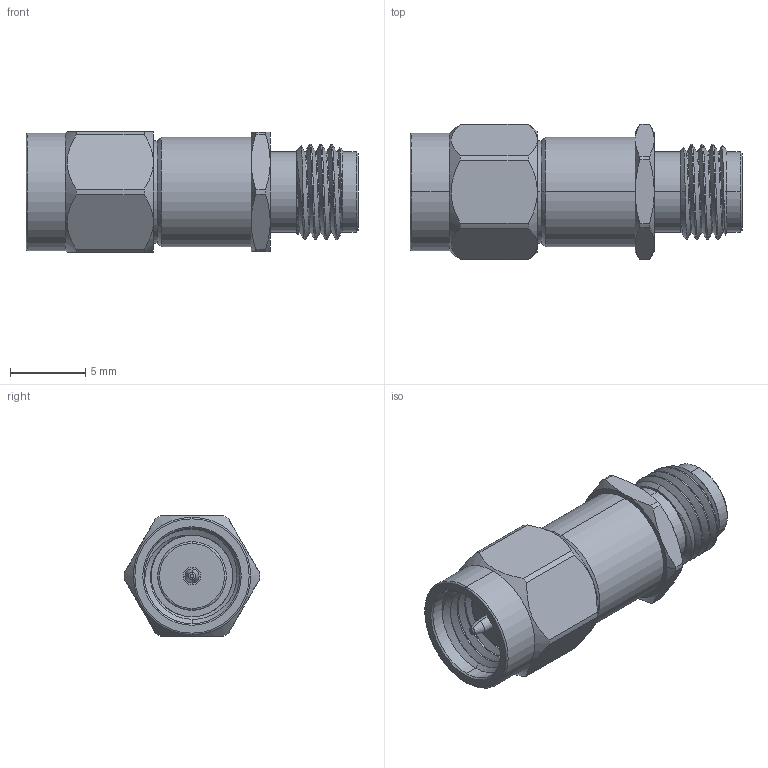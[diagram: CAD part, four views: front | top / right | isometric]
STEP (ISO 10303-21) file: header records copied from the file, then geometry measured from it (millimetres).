
FILE_DESCRIPTION (( 'STEP AP214' ), '1' );
FILE_NAME ('SA6H-02_3D.step', '2025-03-05T15:47:06', ( '' ), ( '' ), 'SwSTEP 2.0', 'SolidWorks 2022', '' );
FILE_SCHEMA (( 'AUTOMOTIVE_DESIGN' ));
Length unit declared in the file: inch
Products named in the file (1): SA6H-02_3D
Bounding box: 22.1 x 9.02 x 8 mm (x, y, z)
Volume: 794.5 mm3; surface area: 877.5 mm2
Topology: 1 solids, 1 shells, 140 faces, 328 edges, 202 vertices
Faces by surface type: cylinder 55, cone 47, plane 26, torus 6, bspline 6
Entity records: 6907 total; most frequent: CARTESIAN_POINT 3814, ORIENTED_EDGE 656, DIRECTION 631, EDGE_CURVE 328, AXIS2_PLACEMENT_3D 270, VERTEX_POINT 202, EDGE_LOOP 152, FACE_OUTER_BOUND 140
